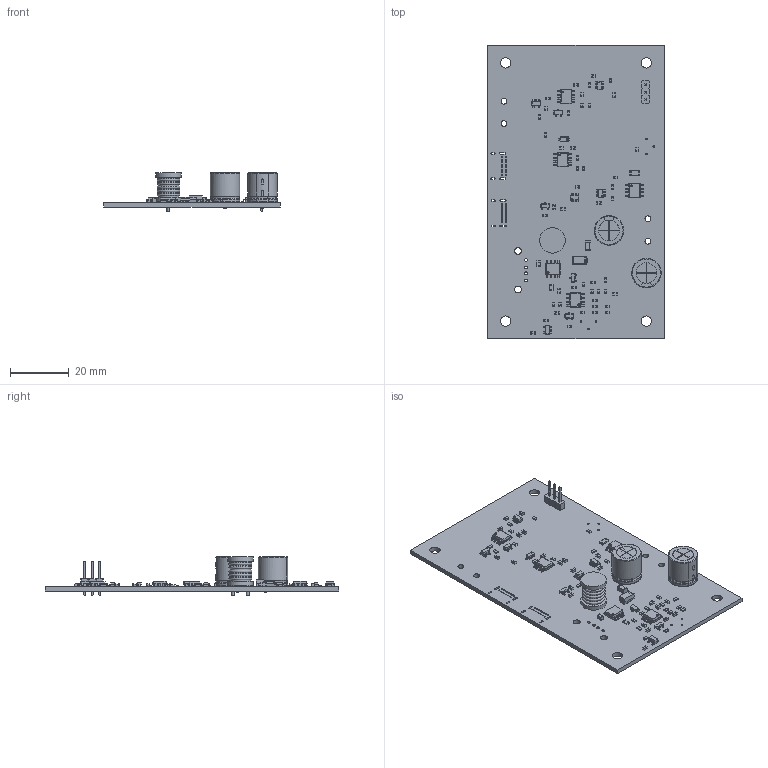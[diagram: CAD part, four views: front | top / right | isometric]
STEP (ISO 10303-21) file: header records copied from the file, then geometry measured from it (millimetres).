
FILE_DESCRIPTION(('KiCad electronic assembly'),'2;1');
FILE_NAME('PiTrac Pi Connector.step','2025-09-17T11:56:43',('Pcbnew'),( 'Kicad'),'Open CASCADE STEP processor 7.9','KiCad to STEP converter' ,'Unknown');
FILE_SCHEMA(('AUTOMOTIVE_DESIGN { 1 0 10303 214 1 1 1 1 }'));
Length unit declared in the file: millimetre
Products named in the file (18): PiTrac Pi Connector 1; SOT-23-5; SOT-23; C_0603_1608Metric; L_Radial_D8.7mm_P5.00mm_Fastron_07HCP; C_0805_2012Metric; R_0603_1608Metric; CP_Radial_D10.0mm_P5.00mm; SOT-23-6; SOIC-8_3.9x4.9mm_P1.27mm; SOT-23-3; D_SOD-123; R_0805_2012Metric; C_1206_3216Metric; R_1206_3216Metric; PinHeader_1x03_P2.54mm_Vertical; D_SMA; PiTrac Pi Connector_PCB
Assembly tree (73 placements, depth 2):
  PiTrac Pi Connector 1
    SOT-23-5  x2
    SOT-23
    C_0603_1608Metric  x23
    L_Radial_D8.7mm_P5.00mm_Fastron_07HCP
    C_0805_2012Metric
    R_0603_1608Metric  x25
    CP_Radial_D10.0mm_P5.00mm  x2
    SOT-23-6  x3
    SOIC-8_3.9x4.9mm_P1.27mm  x5
    SOT-23-3  x3
    D_SOD-123
    R_0805_2012Metric
    C_1206_3216Metric
    R_1206_3216Metric
    PinHeader_1x03_P2.54mm_Vertical
    D_SMA
    PiTrac Pi Connector_PCB
Bounding box: 60 x 100 x 13.05 mm (x, y, z)
Volume: 11365.2 mm3; surface area: 15565.3 mm2
Topology: 73 solids, 75 shells, 3366 faces, 8773 edges, 5642 vertices
Faces by surface type: plane 2123, cylinder 966, bspline 260, torus 9, revolution 8
Full cylindrical faces by diameter (mm): 0.4 x32, 0.55 x6, 0.7 x4, 0.92 x4, 1 x9, 1.3 x2, 1.74 x2, 2 x4, 2.3 x2, 3 x1, 3.5 x4, 6.96 x6, 8.7 x2
Entity records: 39659 total; most frequent: CARTESIAN_POINT 6587, ORIENTED_EDGE 5255, DIRECTION 4977, EDGE_CURVE 2628, LINE 1859, VECTOR 1859, VERTEX_POINT 1677, AXIS2_PLACEMENT_3D 1557
